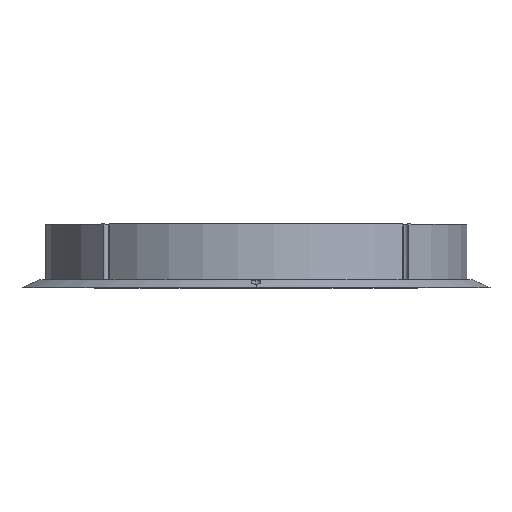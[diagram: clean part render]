
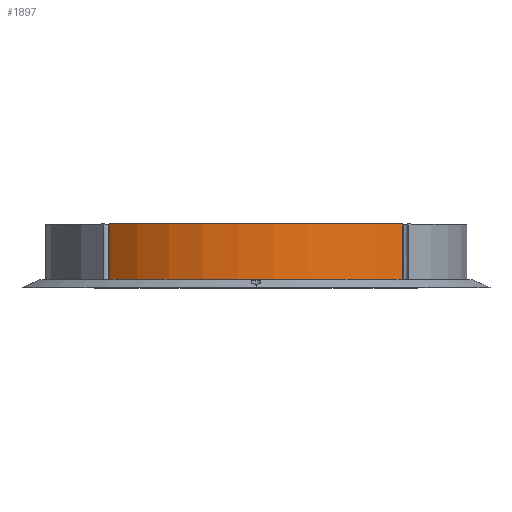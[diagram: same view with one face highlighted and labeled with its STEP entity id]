
A CAD part, top view. The second image highlights one B-rep face of the part: STEP entity #1897.
In plain terms, the highlighted cylindrical face has radius 53.3 mm (diameter 106.6 mm), a partial arc.
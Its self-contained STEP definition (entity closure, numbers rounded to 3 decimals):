
#1 = CARTESIAN_POINT ( 'NONE',  ( -36.998, 2., 38.367 ) ) ;
#4 = FACE_OUTER_BOUND ( 'NONE', #1521, .T. ) ;
#73 = EDGE_CURVE ( 'NONE', #1377, #1088, #648, .T. ) ;
#96 = AXIS2_PLACEMENT_3D ( 'NONE', #755, #1822, #332 ) ;
#150 = VERTEX_POINT ( 'NONE', #1 ) ;
#222 = CARTESIAN_POINT ( 'NONE',  ( -36.998, 10., 38.367 ) ) ;
#270 = ORIENTED_EDGE ( 'NONE', *, *, #655, .F. ) ;
#332 = DIRECTION ( 'NONE',  ( 0., 0., -1. ) ) ;
#369 = LINE ( 'NONE', #222, #1740 ) ;
#525 = ORIENTED_EDGE ( 'NONE', *, *, #73, .T. ) ;
#646 = CARTESIAN_POINT ( 'NONE',  ( 36.998, 10., 38.367 ) ) ;
#648 = CIRCLE ( 'NONE', #1560, 53.3 ) ;
#655 = EDGE_CURVE ( 'NONE', #1377, #1280, #779, .T. ) ;
#755 = CARTESIAN_POINT ( 'NONE',  ( 0., 2., 0. ) ) ;
#764 = CARTESIAN_POINT ( 'NONE',  ( 36.998, 16., 38.367 ) ) ;
#779 = LINE ( 'NONE', #646, #841 ) ;
#815 = CARTESIAN_POINT ( 'NONE',  ( 0., -0.827, 0. ) ) ;
#841 = VECTOR ( 'NONE', #924, 1000. ) ;
#853 = CARTESIAN_POINT ( 'NONE',  ( 36.998, 2., 38.367 ) ) ;
#862 = CARTESIAN_POINT ( 'NONE',  ( 0., 16., 0. ) ) ;
#924 = DIRECTION ( 'NONE',  ( 0., -1., 0. ) ) ;
#1024 = CIRCLE ( 'NONE', #96, 53.3 ) ;
#1088 = VERTEX_POINT ( 'NONE', #1094 ) ;
#1094 = CARTESIAN_POINT ( 'NONE',  ( -36.998, 16., 38.367 ) ) ;
#1095 = EDGE_CURVE ( 'NONE', #1280, #150, #1024, .T. ) ;
#1266 = ORIENTED_EDGE ( 'NONE', *, *, #1543, .F. ) ;
#1267 = CYLINDRICAL_SURFACE ( 'NONE', #1329, 53.3 ) ;
#1280 = VERTEX_POINT ( 'NONE', #853 ) ;
#1329 = AXIS2_PLACEMENT_3D ( 'NONE', #815, #1410, #1831 ) ;
#1358 = ORIENTED_EDGE ( 'NONE', *, *, #1095, .F. ) ;
#1377 = VERTEX_POINT ( 'NONE', #764 ) ;
#1410 = DIRECTION ( 'NONE',  ( 0., -1., 0. ) ) ;
#1455 = DIRECTION ( 'NONE',  ( 0., 0., -1. ) ) ;
#1521 = EDGE_LOOP ( 'NONE', ( #270, #525, #1266, #1358 ) ) ;
#1543 = EDGE_CURVE ( 'NONE', #150, #1088, #369, .T. ) ;
#1560 = AXIS2_PLACEMENT_3D ( 'NONE', #862, #1896, #1455 ) ;
#1740 = VECTOR ( 'NONE', #1864, 1000. ) ;
#1822 = DIRECTION ( 'NONE',  ( 0., -1., 0. ) ) ;
#1831 = DIRECTION ( 'NONE',  ( 0., 0., -1. ) ) ;
#1864 = DIRECTION ( 'NONE',  ( 0., 1., 0. ) ) ;
#1896 = DIRECTION ( 'NONE',  ( 0., -1., 0. ) ) ;
#1897 = ADVANCED_FACE ( 'NONE', ( #4 ), #1267, .T. ) ;
